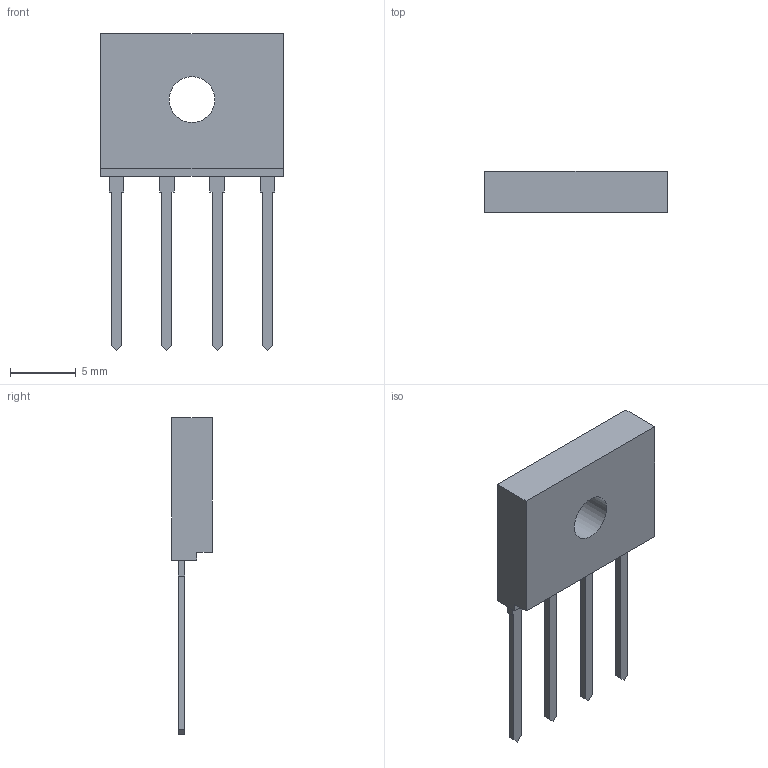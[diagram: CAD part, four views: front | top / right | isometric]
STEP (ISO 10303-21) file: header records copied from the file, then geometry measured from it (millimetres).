
FILE_DESCRIPTION(/* description */ (''),/* implementation_level */ '2;1');
FILE_NAME(/* name */ 'UG6KB100TB.step',/* time_stamp */ '2019-09-03T13:11:16-04:00',/* author */ (''),/* organization */ (''),/* preprocessor_version */ 'ST-DEVELOPER v18',/* originating_system */ 'Autodesk Translation Framework v8.6.0.1094',/* authorisation */ '');
FILE_SCHEMA (('AUTOMOTIVE_DESIGN { 1 0 10303 214 3 1 1 }'));
Length unit declared in the file: millimetre
Products named in the file (1): UG6KB100TB
Bounding box: 13.8 x 3.1 x 24 mm (x, y, z)
Volume: 443.4 mm3; surface area: 602.9 mm2
Topology: 5 solids, 5 shells, 53 faces, 129 edges, 86 vertices
Faces by surface type: plane 52, cylinder 1
Full cylindrical faces by diameter (mm): 3.47 x1
Entity records: 1572 total; most frequent: CARTESIAN_POINT 269, ORIENTED_EDGE 258, DIRECTION 239, EDGE_CURVE 129, LINE 127, VECTOR 127, VERTEX_POINT 86, AXIS2_PLACEMENT_3D 56
